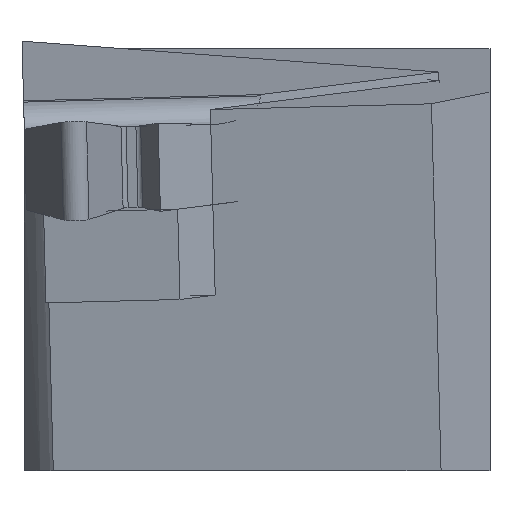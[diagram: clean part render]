
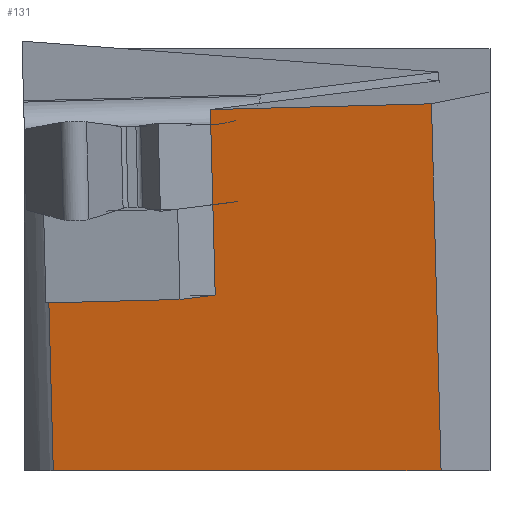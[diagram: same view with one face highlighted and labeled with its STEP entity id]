
A CAD part, left-side view. The second image highlights one B-rep face of the part: STEP entity #131.
In plain terms, the highlighted planar face has unit normal (-0.985, -0.004, -0.174).
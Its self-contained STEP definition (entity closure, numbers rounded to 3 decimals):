
#131=ADVANCED_FACE('',(#203),#169,.F.);
#169=PLANE('',#840);
#203=FACE_OUTER_BOUND('',#242,.T.);
#242=EDGE_LOOP('',(#335,#336,#337,#338,#339,#340,#341));
#335=ORIENTED_EDGE('',*,*,#582,.T.);
#336=ORIENTED_EDGE('',*,*,#580,.F.);
#337=ORIENTED_EDGE('',*,*,#572,.F.);
#338=ORIENTED_EDGE('',*,*,#583,.T.);
#339=ORIENTED_EDGE('',*,*,#548,.F.);
#340=ORIENTED_EDGE('',*,*,#584,.F.);
#341=ORIENTED_EDGE('',*,*,#585,.F.);
#480=VERTEX_POINT('',#1087);
#481=VERTEX_POINT('',#1089);
#498=VERTEX_POINT('',#1137);
#499=VERTEX_POINT('',#1138);
#502=VERTEX_POINT('',#1152);
#503=VERTEX_POINT('',#1156);
#504=VERTEX_POINT('',#1159);
#548=EDGE_CURVE('',#480,#481,#651,.T.);
#572=EDGE_CURVE('',#498,#499,#672,.T.);
#580=EDGE_CURVE('',#499,#502,#678,.T.);
#582=EDGE_CURVE('',#503,#502,#680,.T.);
#583=EDGE_CURVE('',#498,#481,#681,.T.);
#584=EDGE_CURVE('',#504,#480,#682,.T.);
#585=EDGE_CURVE('',#503,#504,#683,.T.);
#651=LINE('',#1088,#739);
#672=LINE('',#1136,#760);
#678=LINE('',#1151,#766);
#680=LINE('',#1155,#768);
#681=LINE('',#1157,#769);
#682=LINE('',#1158,#770);
#683=LINE('',#1160,#771);
#739=VECTOR('',#886,1.);
#760=VECTOR('',#927,1.);
#766=VECTOR('',#943,1.);
#768=VECTOR('',#947,1.);
#769=VECTOR('',#948,1.);
#770=VECTOR('',#949,1.);
#771=VECTOR('',#950,1.);
#840=AXIS2_PLACEMENT_3D('',#1161,#951,#952);
#886=DIRECTION('',(0.,-1.,0.026));
#927=DIRECTION('',(-0.005,1.,0.));
#943=DIRECTION('',(-0.174,0.026,0.984));
#947=DIRECTION('',(0.,1.,-0.026));
#948=DIRECTION('',(-0.174,0.026,0.984));
#949=DIRECTION('',(-0.174,0.026,0.984));
#950=DIRECTION('',(-0.174,0.026,0.984));
#951=DIRECTION('',(0.985,0.005,0.174));
#952=DIRECTION('',(0.174,0.,-0.985));
#1087=CARTESIAN_POINT('',(2.585,5.608,0.409));
#1088=CARTESIAN_POINT('',(2.585,10.526,0.281));
#1089=CARTESIAN_POINT('',(2.585,-1.989,0.608));
#1136=CARTESIAN_POINT('',(4.752,10.012,-12.));
#1137=CARTESIAN_POINT('',(4.809,-2.319,-12.));
#1138=CARTESIAN_POINT('',(4.748,11.005,-12.));
#1151=CARTESIAN_POINT('',(6.006,10.818,-19.134));
#1152=CARTESIAN_POINT('',(3.709,11.159,-6.11));
#1155=CARTESIAN_POINT('',(3.709,10.359,-6.089));
#1156=CARTESIAN_POINT('',(3.709,5.442,-5.96));
#1157=CARTESIAN_POINT('',(6.006,-2.497,-18.786));
#1158=CARTESIAN_POINT('',(6.006,5.101,-18.985));
#1159=CARTESIAN_POINT('',(3.162,5.523,-2.859));
#1160=CARTESIAN_POINT('',(6.006,5.101,-18.985));
#1161=CARTESIAN_POINT('',(6.006,10.018,-19.114));
